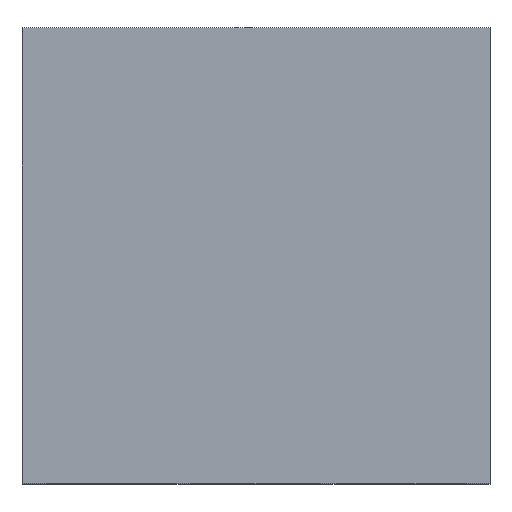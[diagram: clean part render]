
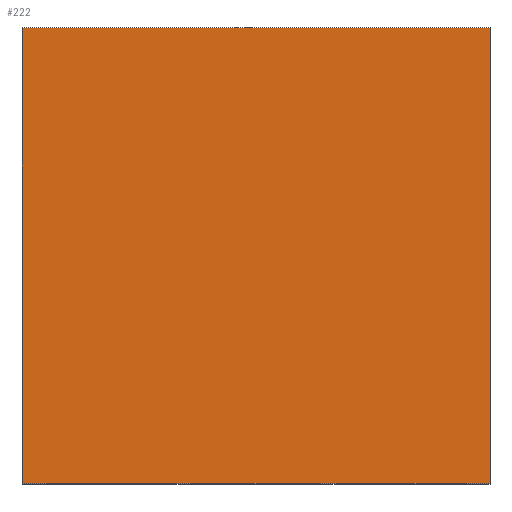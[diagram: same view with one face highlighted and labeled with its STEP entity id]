
A CAD part, top view. The second image highlights one B-rep face of the part: STEP entity #222.
In plain terms, the highlighted planar face has unit normal (0, 0, 1).
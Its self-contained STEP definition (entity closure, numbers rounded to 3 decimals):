
#177 = VERTEX_POINT ( 'NONE', #5804 ) ;
#186 = CARTESIAN_POINT ( 'NONE',  ( 9.15, 11., 10.7 ) ) ;
#222 = ADVANCED_FACE ( 'NONE', ( #4064 ), #1553, .F. ) ;
#517 = DIRECTION ( 'NONE',  ( 0., 0., -1. ) ) ;
#618 = DIRECTION ( 'NONE',  ( -1., 0., 0. ) ) ;
#756 = ORIENTED_EDGE ( 'NONE', *, *, #1660, .F. ) ;
#853 = EDGE_CURVE ( 'NONE', #3068, #1790, #3633, .T. ) ;
#925 = CARTESIAN_POINT ( 'NONE',  ( -1.75, 0., 10.7 ) ) ;
#1359 = VECTOR ( 'NONE', #4505, 1000. ) ;
#1553 = PLANE ( 'NONE',  #2937 ) ;
#1604 = ORIENTED_EDGE ( 'NONE', *, *, #2091, .T. ) ;
#1660 = EDGE_CURVE ( 'NONE', #177, #1759, #6380, .T. ) ;
#1759 = VERTEX_POINT ( 'NONE', #6448 ) ;
#1790 = VERTEX_POINT ( 'NONE', #5652 ) ;
#1951 = CARTESIAN_POINT ( 'NONE',  ( 0., 0., 10.7 ) ) ;
#1982 = DIRECTION ( 'NONE',  ( -1., 0., 0. ) ) ;
#2091 = EDGE_CURVE ( 'NONE', #3068, #1759, #5613, .T. ) ;
#2162 = DIRECTION ( 'NONE',  ( 0., -1., 0. ) ) ;
#2212 = ORIENTED_EDGE ( 'NONE', *, *, #3710, .T. ) ;
#2220 = ORIENTED_EDGE ( 'NONE', *, *, #853, .F. ) ;
#2887 = VECTOR ( 'NONE', #3316, 1000. ) ;
#2937 = AXIS2_PLACEMENT_3D ( 'NONE', #1951, #517, #1982 ) ;
#3068 = VERTEX_POINT ( 'NONE', #5646 ) ;
#3316 = DIRECTION ( 'NONE',  ( 0., 1., 0. ) ) ;
#3408 = LINE ( 'NONE', #925, #1359 ) ;
#3457 = CARTESIAN_POINT ( 'NONE',  ( -2.15, 0., 10.7 ) ) ;
#3633 = LINE ( 'NONE', #186, #5843 ) ;
#3710 = EDGE_CURVE ( 'NONE', #177, #1790, #3408, .T. ) ;
#4064 = FACE_OUTER_BOUND ( 'NONE', #5231, .T. ) ;
#4097 = VECTOR ( 'NONE', #618, 1000. ) ;
#4505 = DIRECTION ( 'NONE',  ( 1., 0., 0. ) ) ;
#5231 = EDGE_LOOP ( 'NONE', ( #2212, #2220, #1604, #756 ) ) ;
#5479 = CARTESIAN_POINT ( 'NONE',  ( -1.75, 11., 10.7 ) ) ;
#5613 = LINE ( 'NONE', #5479, #4097 ) ;
#5646 = CARTESIAN_POINT ( 'NONE',  ( 9.15, 11., 10.7 ) ) ;
#5652 = CARTESIAN_POINT ( 'NONE',  ( 9.15, 0., 10.7 ) ) ;
#5804 = CARTESIAN_POINT ( 'NONE',  ( -2.15, 0., 10.7 ) ) ;
#5843 = VECTOR ( 'NONE', #2162, 1000. ) ;
#6380 = LINE ( 'NONE', #3457, #2887 ) ;
#6448 = CARTESIAN_POINT ( 'NONE',  ( -2.15, 11., 10.7 ) ) ;
